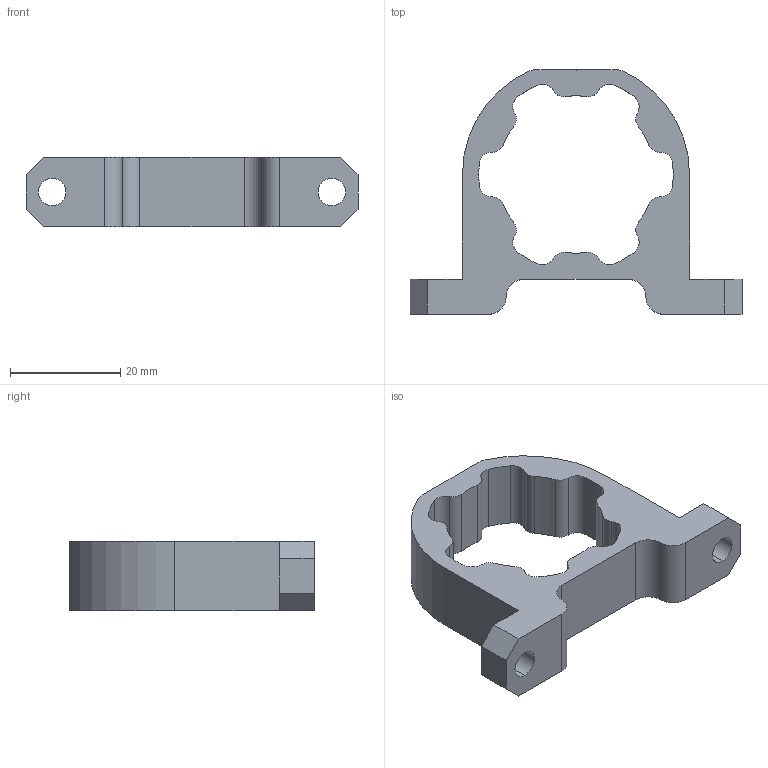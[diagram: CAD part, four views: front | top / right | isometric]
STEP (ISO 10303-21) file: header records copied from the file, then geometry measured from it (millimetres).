
FILE_DESCRIPTION (( 'STEP AP203' ), '1' );
FILE_NAME ('REV-21-2750.STEP', '2025-01-16T19:35:58', ( '' ), ( '' ), 'SwSTEP 2.0', 'SolidWorks 2022', '' );
FILE_SCHEMA (( 'CONFIG_CONTROL_DESIGN' ));
Length unit declared in the file: inch
Products named in the file (1): REV-21-2750
Bounding box: 60.33 x 44.45 x 12.7 mm (x, y, z)
Volume: 10492.8 mm3; surface area: 5825.7 mm2
Topology: 1 solids, 1 shells, 570 faces, 1554 edges, 1036 vertices
Faces by surface type: plane 404, bspline 113, cylinder 53
Entity records: 24705 total; most frequent: CARTESIAN_POINT 10842, ORIENTED_EDGE 3108, DIRECTION 2350, EDGE_CURVE 1554, LINE 1222, VECTOR 1222, VERTEX_POINT 1036, EDGE_LOOP 626
